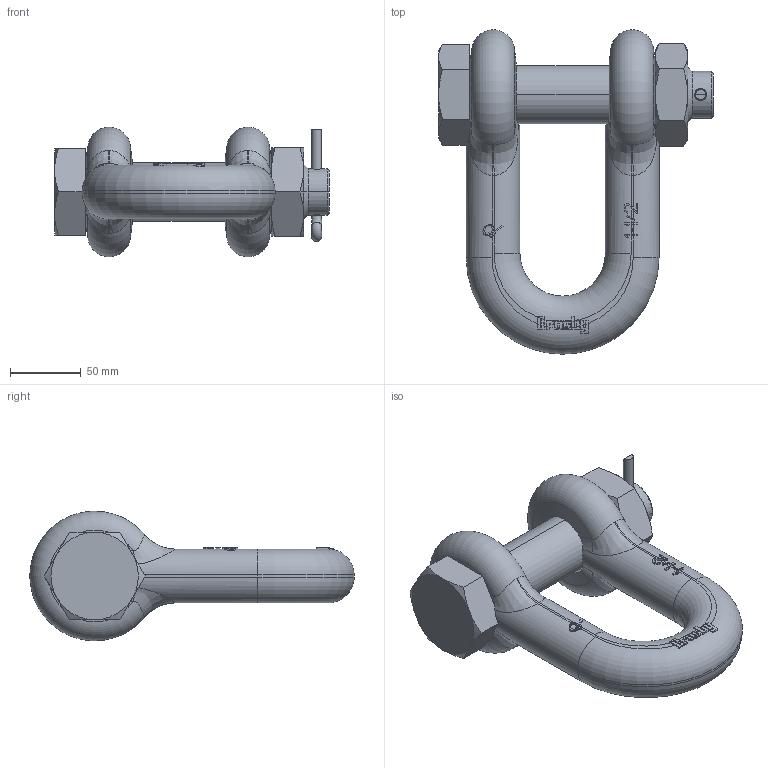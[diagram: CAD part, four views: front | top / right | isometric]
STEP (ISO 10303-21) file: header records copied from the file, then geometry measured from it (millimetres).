
FILE_DESCRIPTION((''),'2;1');
FILE_NAME('CROSBY_2150_150','2003-11-18T',('adoughty'),('The Crosby Group, Inc.'),'PRO/ENGINEER BY PARAMETRIC TECHNOLOGY CORPORATION, 2001150','PRO/ENGINEER BY PARAMETRIC TECHNOLOGY CORPORATION, 2001150','');
FILE_SCHEMA(('CONFIG_CONTROL_DESIGN'));
Length unit declared in the file: inch
Products named in the file (1): CROSBY_2150_150
Bounding box: 194.69 x 229.87 x 91.87 mm (x, y, z)
Volume: 972682.4 mm3; surface area: 121930.6 mm2
Topology: 2 solids, 2 shells, 308 faces, 860 edges, 556 vertices
Faces by surface type: plane 158, cylinder 86, torus 26, bspline 20, cone 18
Entity records: 11925 total; most frequent: CARTESIAN_POINT 4567, ORIENTED_EDGE 1720, DIRECTION 1276, EDGE_CURVE 860, VERTEX_POINT 556, AXIS2_PLACEMENT_3D 464, VECTOR 348, LINE 348
